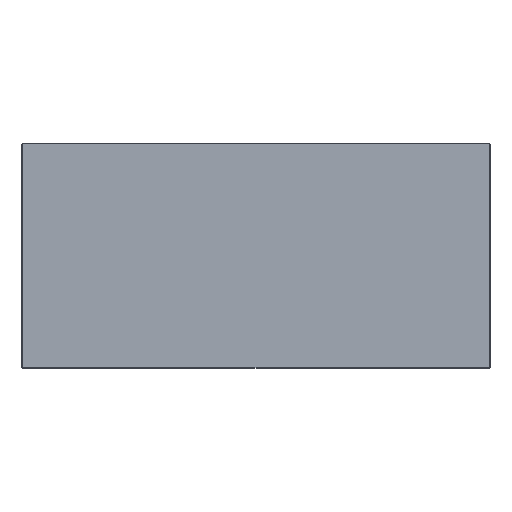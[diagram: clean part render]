
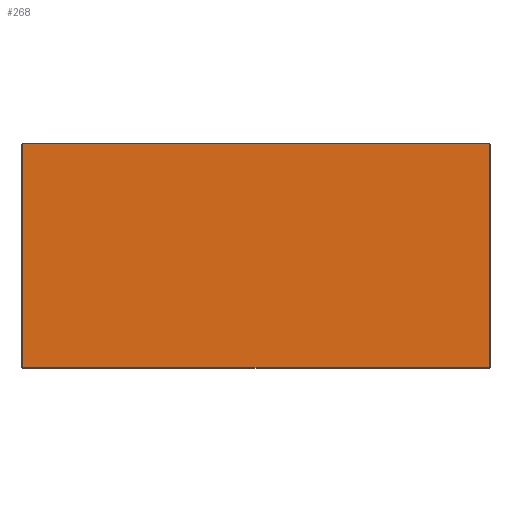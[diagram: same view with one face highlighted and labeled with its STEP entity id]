
A CAD part, top view. The second image highlights one B-rep face of the part: STEP entity #268.
In plain terms, the highlighted face is planar.
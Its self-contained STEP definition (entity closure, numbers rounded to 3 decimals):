
#268=ADVANCED_FACE('',(#367),#1536,.T.);
#367=FACE_OUTER_BOUND('',#466,.T.);
#466=EDGE_LOOP('',(#578,#579,#580,#581));
#578=ORIENTED_EDGE('',*,*,#980,.T.);
#579=ORIENTED_EDGE('',*,*,#990,.T.);
#580=ORIENTED_EDGE('',*,*,#991,.T.);
#581=ORIENTED_EDGE('',*,*,#992,.T.);
#980=EDGE_CURVE('',#1393,#1392,#1202,.T.);
#990=EDGE_CURVE('',#1392,#1402,#1212,.T.);
#991=EDGE_CURVE('',#1402,#1403,#1213,.T.);
#992=EDGE_CURVE('',#1403,#1393,#1214,.T.);
#1202=B_SPLINE_CURVE_WITH_KNOTS('',1,(#2210,#2211),.UNSPECIFIED.,.F.,.F.,
(2,2),(-748.,0.),.UNSPECIFIED.);
#1212=B_SPLINE_CURVE_WITH_KNOTS('',1,(#2230,#2231),.UNSPECIFIED.,.F.,.F.,
(2,2),(0.,359.),.UNSPECIFIED.);
#1213=B_SPLINE_CURVE_WITH_KNOTS('',1,(#2232,#2233),.UNSPECIFIED.,.F.,.F.,
(2,2),(0.,748.),.UNSPECIFIED.);
#1214=B_SPLINE_CURVE_WITH_KNOTS('',1,(#2234,#2235),.UNSPECIFIED.,.F.,.F.,
(2,2),(0.,359.),.UNSPECIFIED.);
#1392=VERTEX_POINT('',#2176);
#1393=VERTEX_POINT('',#2177);
#1402=VERTEX_POINT('',#2186);
#1403=VERTEX_POINT('',#2187);
#1536=PLANE('',#1744);
#1744=AXIS2_PLACEMENT_3D('',#1973,#1856,$);
#1856=DIRECTION('',(0.,1.,0.));
#1973=CARTESIAN_POINT('',(-448.8,90.,-215.9));
#2176=CARTESIAN_POINT('',(-374.,90.,-180.));
#2177=CARTESIAN_POINT('',(374.,90.,-180.));
#2186=CARTESIAN_POINT('',(-374.,90.,179.));
#2187=CARTESIAN_POINT('',(374.,90.,179.));
#2210=CARTESIAN_POINT('',(374.,90.,-180.));
#2211=CARTESIAN_POINT('',(-374.,90.,-180.));
#2230=CARTESIAN_POINT('',(-374.,90.,-180.));
#2231=CARTESIAN_POINT('',(-374.,90.,179.));
#2232=CARTESIAN_POINT('',(-374.,90.,179.));
#2233=CARTESIAN_POINT('',(374.,90.,179.));
#2234=CARTESIAN_POINT('',(374.,90.,179.));
#2235=CARTESIAN_POINT('',(374.,90.,-180.));
